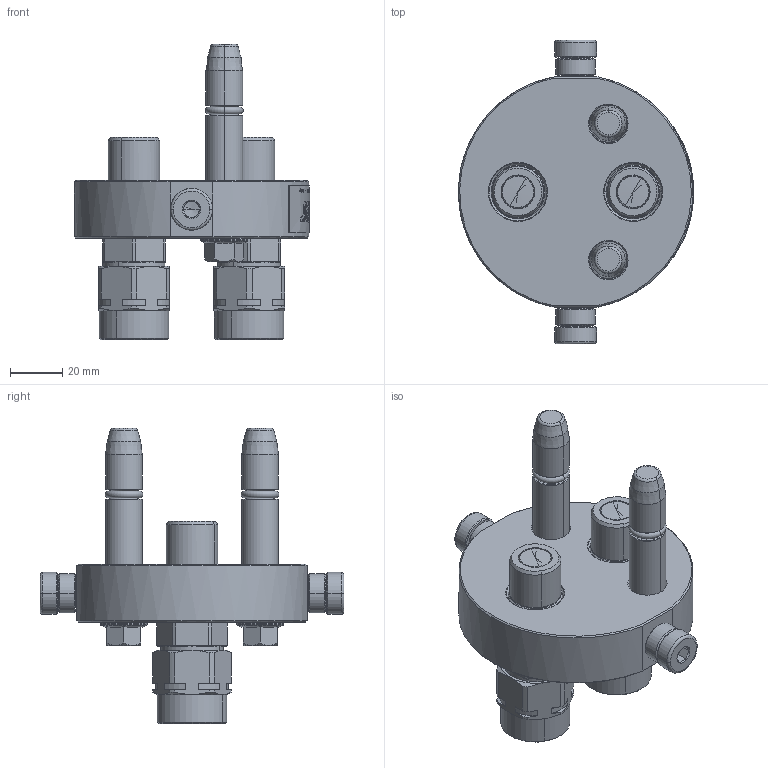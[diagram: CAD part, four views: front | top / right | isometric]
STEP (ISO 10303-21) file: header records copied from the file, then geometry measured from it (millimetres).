
FILE_DESCRIPTION (( 'STEP AP214' ), '1' );
FILE_NAME ('FASTER.step', '2024-05-14T09:19:09', ( '' ), ( '' ), 'SwSTEP 2.0', 'SolidWorks 2017', '' );
FILE_SCHEMA (( 'AUTOMOTIVE_DESIGN' ));
Length unit declared in the file: millimetre
Products named in the file (10): 1540_080_0008_000; 4830_021_0000_000; FASTER; 4830_028_1000_002; 4820_010_0000_000; 2ffnp38_gas_m2v; P206_M_BASE; et002_tonda; or2_62x9_19_m; 4830_013_3000_020
Assembly tree (15 placements, depth 3):
  FASTER
    P206_M_BASE
      4820_010_0000_000
      4830_021_0000_000  x2
      1540_080_0008_000  x2
      4830_013_3000_020  x2
      4830_028_1000_002  x2
      or2_62x9_19_m  x2
    2ffnp38_gas_m2v  x2
    et002_tonda
Bounding box: 89.77 x 116 x 112.8 mm (x, y, z)
Volume: 40588 mm3; surface area: 71316 mm2
Topology: 7 solids, 24 shells, 1836 faces, 4836 edges, 3136 vertices
Faces by surface type: plane 784, bspline 391, cylinder 339, cone 266, torus 56
Entity records: 52121 total; most frequent: CARTESIAN_POINT 19977, ORIENTED_EDGE 7134, DIRECTION 5395, EDGE_CURVE 3582, VERTEX_POINT 2342, VECTOR 1979, LINE 1979, AXIS2_PLACEMENT_3D 1708
